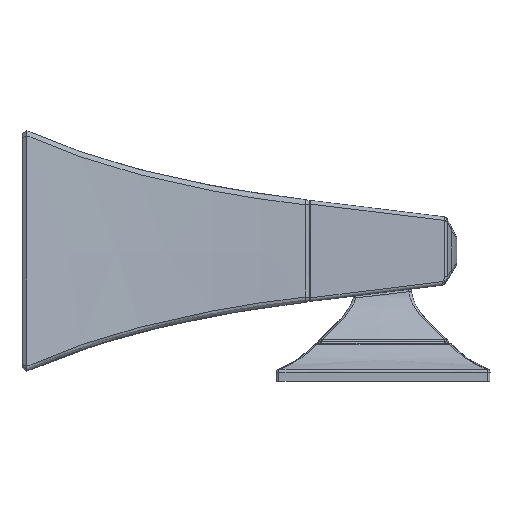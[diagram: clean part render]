
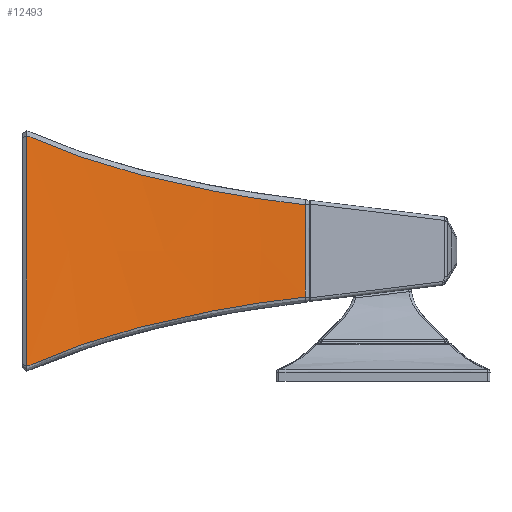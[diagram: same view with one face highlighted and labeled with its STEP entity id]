
A CAD part, left-side view. The second image highlights one B-rep face of the part: STEP entity #12493.
In plain terms, the highlighted free-form (B-spline) face has degree [3, 3] with [9, 5] control points.
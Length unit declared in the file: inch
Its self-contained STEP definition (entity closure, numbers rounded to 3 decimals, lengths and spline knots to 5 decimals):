
#846=CARTESIAN_POINT('',(-1.1415,1.7319,3.92129));
#847=CARTESIAN_POINT('',(-1.14178,1.73156,3.69156));
#848=CARTESIAN_POINT('',(-1.14222,1.73104,3.23364));
#849=CARTESIAN_POINT('',(-1.14222,1.73103,2.56577));
#850=CARTESIAN_POINT('',(-1.14179,1.73155,2.10463));
#851=CARTESIAN_POINT('',(-1.1415,1.7319,1.8725));
#853=CARTESIAN_POINT('',(-1.1415,1.7319,1.8725));
#854=CARTESIAN_POINT('',(-1.16203,1.91598,1.85159));
#855=CARTESIAN_POINT('',(-1.20712,2.2867,1.80583));
#856=CARTESIAN_POINT('',(-1.28858,2.86165,1.7237));
#857=CARTESIAN_POINT('',(-1.37908,3.42159,1.63278));
#858=CARTESIAN_POINT('',(-1.4768,3.95723,1.53483));
#859=CARTESIAN_POINT('',(-1.58099,4.46774,1.4304));
#860=CARTESIAN_POINT('',(-1.69153,4.95449,1.3196));
#861=CARTESIAN_POINT('',(-1.80898,5.42198,1.20177));
#862=CARTESIAN_POINT('',(-1.93363,5.87263,1.07661));
#863=CARTESIAN_POINT('',(-2.06566,6.30817,0.9439));
#864=CARTESIAN_POINT('',(-2.20514,6.72956,0.80355));
#865=CARTESIAN_POINT('',(-2.35222,7.13787,0.65545));
#866=CARTESIAN_POINT('',(-2.50699,7.53392,0.49944));
#867=CARTESIAN_POINT('',(-2.61558,7.79067,0.3899));
#868=CARTESIAN_POINT('',(-2.67117,7.91713,0.33381));
#870=CARTESIAN_POINT('',(-2.6712,7.91721,5.46001));
#871=CARTESIAN_POINT('',(-2.6711,7.91726,5.17939));
#872=CARTESIAN_POINT('',(-2.67091,7.91735,4.61675));
#873=CARTESIAN_POINT('',(-2.67072,7.91743,3.76863));
#874=CARTESIAN_POINT('',(-2.67064,7.91744,2.91634));
#875=CARTESIAN_POINT('',(-2.67069,7.91738,2.05989));
#876=CARTESIAN_POINT('',(-2.67087,7.91726,1.19928));
#877=CARTESIAN_POINT('',(-2.67106,7.91717,0.62276));
#878=CARTESIAN_POINT('',(-2.67117,7.91713,0.33381));
#880=CARTESIAN_POINT('',(-1.1415,1.7319,3.92129));
#881=CARTESIAN_POINT('',(-1.16203,1.91599,3.9422));
#882=CARTESIAN_POINT('',(-1.20712,2.28671,3.98796));
#883=CARTESIAN_POINT('',(-1.28858,2.86164,4.07009));
#884=CARTESIAN_POINT('',(-1.37907,3.42156,4.161));
#885=CARTESIAN_POINT('',(-1.47679,3.95717,4.25895));
#886=CARTESIAN_POINT('',(-1.58098,4.46766,4.36337));
#887=CARTESIAN_POINT('',(-1.69151,4.95443,4.47417));
#888=CARTESIAN_POINT('',(-1.80896,5.42191,4.592));
#889=CARTESIAN_POINT('',(-1.93362,5.87259,4.71717));
#890=CARTESIAN_POINT('',(-2.06566,6.30817,4.84989));
#891=CARTESIAN_POINT('',(-2.20514,6.72956,4.99023));
#892=CARTESIAN_POINT('',(-2.35221,7.13783,5.13832));
#893=CARTESIAN_POINT('',(-2.50698,7.53389,5.29434));
#894=CARTESIAN_POINT('',(-2.6156,7.79071,5.4039));
#895=CARTESIAN_POINT('',(-2.6712,7.91721,5.46001));
#1248=CARTESIAN_POINT('',(-2.6712,7.91721,5.46001));
#10766=VERTEX_POINT('',#1248);
#10780=VERTEX_POINT('',#878);
#10790=CARTESIAN_POINT('',(-1.1415,1.7319,
1.8725));
#10792=VERTEX_POINT('',#10790);
#10802=CARTESIAN_POINT('',(-1.1415,1.7319,
3.92129));
#10803=VERTEX_POINT('',#10802);
#12439=CARTESIAN_POINT('',(-2.6713,7.91743,
0.33368));
#12440=CARTESIAN_POINT('',(-2.67092,7.91743,
1.18816));
#12441=CARTESIAN_POINT('',(-2.67041,7.91743,
2.89689));
#12442=CARTESIAN_POINT('',(-2.67092,7.91743,
4.60562));
#12443=CARTESIAN_POINT('',(-2.6713,7.91743,
5.46011));
#12444=CARTESIAN_POINT('',(-2.53726,7.61249,
0.4622));
#12445=CARTESIAN_POINT('',(-2.53589,7.61249,
1.27406));
#12446=CARTESIAN_POINT('',(-2.53408,7.61249,
2.89689));
#12447=CARTESIAN_POINT('',(-2.53589,7.61249,
4.51973));
#12448=CARTESIAN_POINT('',(-2.53726,7.61249,
5.33158));
#12449=CARTESIAN_POINT('',(-2.27539,6.95685,
0.71341));
#12450=CARTESIAN_POINT('',(-2.27333,6.95685,
1.44167));
#12451=CARTESIAN_POINT('',(-2.27063,6.95685,
2.89689));
#12452=CARTESIAN_POINT('',(-2.27333,6.95685,
4.35212));
#12453=CARTESIAN_POINT('',(-2.27539,6.95685,
5.08038));
#12454=CARTESIAN_POINT('',(-1.94331,5.93809,
1.03222));
#12455=CARTESIAN_POINT('',(-1.9431,5.93809,
1.65382));
#12456=CARTESIAN_POINT('',(-1.94283,5.93809,
2.89689));
#12457=CARTESIAN_POINT('',(-1.9431,5.93809,
4.13997));
#12458=CARTESIAN_POINT('',(-1.94331,5.93809,
4.76157));
#12459=CARTESIAN_POINT('',(-1.66352,4.86913,
1.30098));
#12460=CARTESIAN_POINT('',(-1.66636,4.86913,
1.83235));
#12461=CARTESIAN_POINT('',(-1.67009,4.86913,
2.89689));
#12462=CARTESIAN_POINT('',(-1.66636,4.86913,
3.96143));
#12463=CARTESIAN_POINT('',(-1.66352,4.86913,
4.49281));
#12464=CARTESIAN_POINT('',(-1.43941,3.79435,
1.51625));
#12465=CARTESIAN_POINT('',(-1.44458,3.79435,
1.97537));
#12466=CARTESIAN_POINT('',(-1.45138,3.79435,
2.89689));
#12467=CARTESIAN_POINT('',(-1.44458,3.79435,
3.81841));
#12468=CARTESIAN_POINT('',(-1.43941,3.79435,
4.27754));
#12469=CARTESIAN_POINT('',(-1.26646,2.74671,
1.68215));
#12470=CARTESIAN_POINT('',(-1.27128,2.74671,
2.08605));
#12471=CARTESIAN_POINT('',(-1.27761,2.74671,
2.89689));
#12472=CARTESIAN_POINT('',(-1.27128,2.74671,
3.70773));
#12473=CARTESIAN_POINT('',(-1.26646,2.74671,
4.11163));
#12474=CARTESIAN_POINT('',(-1.17749,2.05825,
1.76728));
#12475=CARTESIAN_POINT('',(-1.17967,2.05825,
2.14336));
#12476=CARTESIAN_POINT('',(-1.18255,2.05825,
2.89689));
#12477=CARTESIAN_POINT('',(-1.17967,2.05825,
3.65043));
#12478=CARTESIAN_POINT('',(-1.17749,2.05825,
4.02651));
#12479=CARTESIAN_POINT('',(-1.1413,1.73105,
1.80184));
#12480=CARTESIAN_POINT('',(-1.14184,1.73105,
2.16674));
#12481=CARTESIAN_POINT('',(-1.14254,1.73105,
2.89689));
#12482=CARTESIAN_POINT('',(-1.14184,1.73105,
3.62704));
#12483=CARTESIAN_POINT('',(-1.1413,1.73105,
3.99195));
#12484=B_SPLINE_SURFACE_WITH_KNOTS('',3,3,((#12439,#12440,#12441,#12442,#12443),
(#12444,#12445,#12446,#12447,#12448),(#12449,#12450,#12451,#12452,#12453),(
#12454,#12455,#12456,#12457,#12458),(#12459,#12460,#12461,#12462,#12463),
(#12464,#12465,#12466,#12467,#12468),(#12469,#12470,#12471,#12472,#12473),(
#12474,#12475,#12476,#12477,#12478),(#12479,#12480,#12481,#12482,#12483)),
.UNSPECIFIED.,.F.,.F.,.F.,(4,1,1,1,1,1,4),(4,1,4),(0.01811,
0.16911,0.33822,0.50367,0.66911,
0.83456,0.98415),(0.13006,0.25,
0.36994),.UNSPECIFIED.);
#12485=ORIENTED_EDGE('',*,*,#12170,.T.);
#12487=ORIENTED_EDGE('',*,*,#12486,.T.);
#12489=ORIENTED_EDGE('',*,*,#12488,.F.);
#12490=ORIENTED_EDGE('',*,*,#12426,.F.);
#12491=EDGE_LOOP('',(#12485,#12487,#12489,#12490));
#12492=FACE_OUTER_BOUND('',#12491,.F.);
#12493=ADVANCED_FACE('',(#12492),#12484,.T.);
#852=B_SPLINE_CURVE_WITH_KNOTS('',3,(#846,#847,#848,#849,#850,#851),
.UNSPECIFIED.,.F.,.F.,(4,1,1,4),(0.,0.33333,0.66667,1.),
.UNSPECIFIED.);
#869=B_SPLINE_CURVE_WITH_KNOTS('',3,(#853,#854,#855,#856,#857,#858,#859,#860,
#861,#862,#863,#864,#865,#866,#867,#868),.UNSPECIFIED.,.F.,.F.,(4,1,1,1,1,1,1,1,
1,1,1,1,1,4),(0.,0.07692,0.15385,0.23077,
0.30769,0.38462,0.46154,0.53846,
0.61538,0.69231,0.76923,0.84615,
0.92308,1.),.UNSPECIFIED.);
#879=B_SPLINE_CURVE_WITH_KNOTS('',3,(#870,#871,#872,#873,#874,#875,#876,#877,
#878),.UNSPECIFIED.,.F.,.F.,(4,1,1,1,1,1,4),(0.,0.16667,
0.33333,0.5,0.66667,0.83333,1.),
.UNSPECIFIED.);
#896=B_SPLINE_CURVE_WITH_KNOTS('',3,(#880,#881,#882,#883,#884,#885,#886,#887,
#888,#889,#890,#891,#892,#893,#894,#895),.UNSPECIFIED.,.F.,.F.,(4,1,1,1,1,1,1,1,
1,1,1,1,1,4),(0.,0.07692,0.15385,0.23077,
0.30769,0.38462,0.46154,0.53846,
0.61538,0.69231,0.76923,0.84615,
0.92308,1.),.UNSPECIFIED.);
#12170=EDGE_CURVE('',#10803,#10792,#852,.T.);
#12426=EDGE_CURVE('',#10803,#10766,#896,.T.);
#12486=EDGE_CURVE('',#10792,#10780,#869,.T.);
#12488=EDGE_CURVE('',#10766,#10780,#879,.T.);
